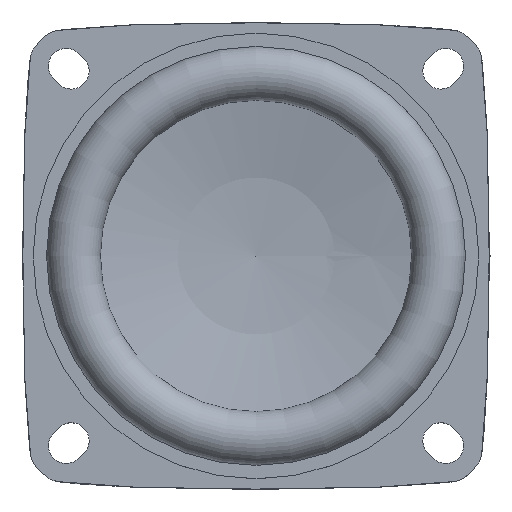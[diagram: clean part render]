
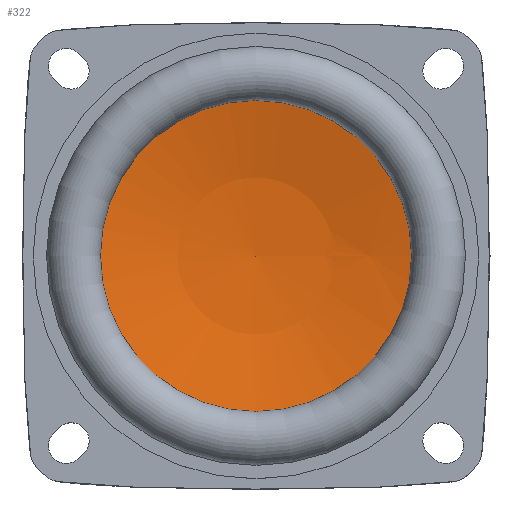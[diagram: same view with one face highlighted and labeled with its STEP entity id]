
A CAD part, top view. The second image highlights one B-rep face of the part: STEP entity #322.
In plain terms, the highlighted spherical face has radius 70.609 mm.
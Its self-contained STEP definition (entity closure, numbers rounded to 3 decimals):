
#322 = ADVANCED_FACE( '', ( #700, #701 ), #702, .F. );
#700 = FACE_BOUND( '', #1082, .T. );
#701 = FACE_OUTER_BOUND( '', #1083, .T. );
#702 = SPHERICAL_SURFACE( '', #1084, 70.609 );
#1082 = VERTEX_LOOP( '', #2020 );
#1083 = EDGE_LOOP( '', ( #2021 ) );
#1084 = AXIS2_PLACEMENT_3D( '', #2022, #2023, #2024 );
#2020 = VERTEX_POINT( '', #2321 );
#2021 = ORIENTED_EDGE( '', *, *, #2161, .T. );
#2022 = CARTESIAN_POINT( '', ( 0., 0., 88.509 ) );
#2023 = DIRECTION( '', ( 0., 0., 1. ) );
#2024 = DIRECTION( '', ( 1., 0., 0. ) );
#2161 = EDGE_CURVE( '', #2547, #2547, #2548, .T. );
#2321 = CARTESIAN_POINT( '', ( 0., 0., 17.9 ) );
#2547 = VERTEX_POINT( '', #3173 );
#2548 = CIRCLE( '', #3174, 17.456 );
#3173 = CARTESIAN_POINT( '', ( 17.456, 0., 20.092 ) );
#3174 = AXIS2_PLACEMENT_3D( '', #3682, #3683, #3684 );
#3682 = CARTESIAN_POINT( '', ( 0., 0., 20.092 ) );
#3683 = DIRECTION( '', ( 0., 0., 1. ) );
#3684 = DIRECTION( '', ( 1., 0., 0. ) );
